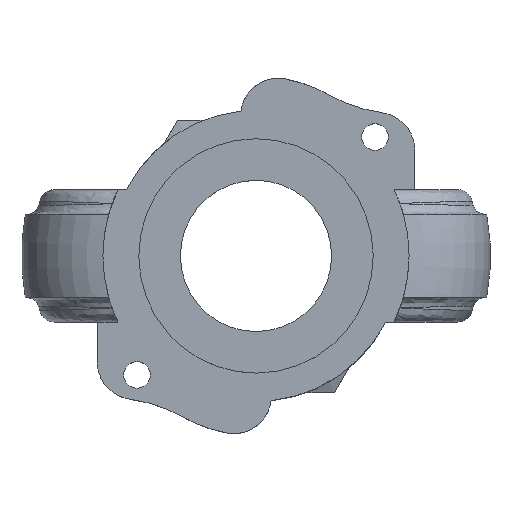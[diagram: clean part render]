
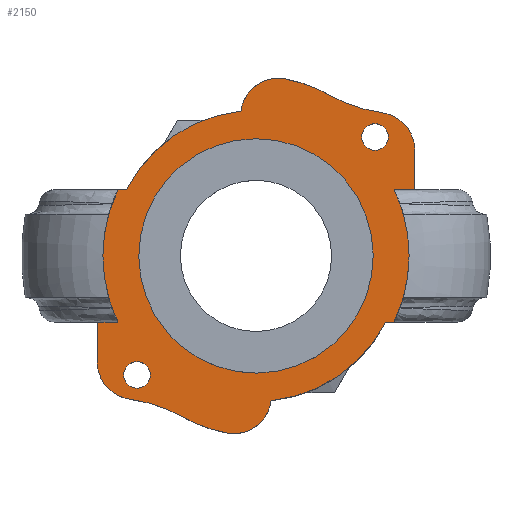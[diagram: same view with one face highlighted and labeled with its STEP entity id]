
A CAD part, top view. The second image highlights one B-rep face of the part: STEP entity #2150.
In plain terms, the highlighted planar face has unit normal (0, 0, 1).
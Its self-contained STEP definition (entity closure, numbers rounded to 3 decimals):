
#197=FACE_BOUND('',#433,.T.);
#198=FACE_BOUND('',#434,.T.);
#199=FACE_BOUND('',#435,.T.);
#221=PLANE('',#2343);
#310=FACE_OUTER_BOUND('',#432,.T.);
#432=EDGE_LOOP('',(#1709,#1710,#1711,#1712,#1713,#1714,#1715,#1716,#1717,
#1718,#1719,#1720,#1721,#1722,#1723,#1724,#1725,#1726,#1727,#1728,#1729,
#1730));
#433=EDGE_LOOP('',(#1731));
#434=EDGE_LOOP('',(#1732,#1733));
#435=EDGE_LOOP('',(#1734,#1735));
#505=LINE('',#4246,#587);
#512=LINE('',#4654,#594);
#520=LINE('',#4697,#602);
#525=LINE('',#4737,#607);
#533=LINE('',#5087,#615);
#534=LINE('',#5090,#616);
#535=LINE('',#5099,#617);
#536=LINE('',#5102,#618);
#587=VECTOR('',#2612,10.);
#594=VECTOR('',#2653,10.);
#602=VECTOR('',#2695,10.);
#607=VECTOR('',#2702,10.);
#615=VECTOR('',#2730,10.);
#616=VECTOR('',#2733,10.);
#617=VECTOR('',#2742,10.);
#618=VECTOR('',#2745,10.);
#642=CIRCLE('',#2212,15.5);
#661=CIRCLE('',#2247,1.75);
#662=CIRCLE('',#2248,1.75);
#664=CIRCLE('',#2251,1.75);
#665=CIRCLE('',#2252,1.75);
#679=CIRCLE('',#2271,19.247);
#687=CIRCLE('',#2280,19.247);
#703=CIRCLE('',#2303,20.25);
#708=CIRCLE('',#2310,20.25);
#720=CIRCLE('',#2334,22.);
#725=CIRCLE('',#2344,5.);
#726=CIRCLE('',#2345,20.);
#727=CIRCLE('',#2346,20.);
#728=CIRCLE('',#2347,5.);
#729=CIRCLE('',#2348,22.);
#730=CIRCLE('',#2349,5.);
#731=CIRCLE('',#2350,20.);
#732=CIRCLE('',#2351,20.);
#733=CIRCLE('',#2352,5.);
#754=VERTEX_POINT('',#2891);
#783=VERTEX_POINT('',#3010);
#784=VERTEX_POINT('',#3011);
#786=VERTEX_POINT('',#3018);
#787=VERTEX_POINT('',#3019);
#819=VERTEX_POINT('',#3364);
#820=VERTEX_POINT('',#3366);
#840=VERTEX_POINT('',#3555);
#841=VERTEX_POINT('',#3557);
#877=VERTEX_POINT('',#4244);
#884=VERTEX_POINT('',#4288);
#893=VERTEX_POINT('',#4522);
#894=VERTEX_POINT('',#4533);
#910=VERTEX_POINT('',#4694);
#911=VERTEX_POINT('',#4696);
#916=VERTEX_POINT('',#4734);
#917=VERTEX_POINT('',#4736);
#921=VERTEX_POINT('',#4772);
#930=VERTEX_POINT('',#5089);
#931=VERTEX_POINT('',#5091);
#932=VERTEX_POINT('',#5093);
#933=VERTEX_POINT('',#5095);
#934=VERTEX_POINT('',#5098);
#935=VERTEX_POINT('',#5101);
#936=VERTEX_POINT('',#5103);
#937=VERTEX_POINT('',#5105);
#938=VERTEX_POINT('',#5107);
#963=EDGE_CURVE('',#754,#754,#642,.T.);
#1005=EDGE_CURVE('',#783,#784,#661,.T.);
#1006=EDGE_CURVE('',#784,#783,#662,.T.);
#1009=EDGE_CURVE('',#786,#787,#664,.T.);
#1010=EDGE_CURVE('',#787,#786,#665,.T.);
#1052=EDGE_CURVE('',#819,#820,#679,.T.);
#1077=EDGE_CURVE('',#840,#841,#687,.T.);
#1131=EDGE_CURVE('',#877,#840,#505,.T.);
#1141=EDGE_CURVE('',#884,#877,#703,.T.);
#1157=EDGE_CURVE('',#893,#894,#708,.T.);
#1168=EDGE_CURVE('',#894,#819,#512,.T.);
#1186=EDGE_CURVE('',#911,#910,#520,.T.);
#1193=EDGE_CURVE('',#917,#916,#525,.T.);
#1198=EDGE_CURVE('',#911,#921,#720,.T.);
#1214=EDGE_CURVE('',#893,#921,#533,.T.);
#1215=EDGE_CURVE('',#910,#930,#534,.T.);
#1216=EDGE_CURVE('',#930,#931,#725,.T.);
#1217=EDGE_CURVE('',#931,#932,#726,.T.);
#1218=EDGE_CURVE('',#932,#933,#727,.T.);
#1219=EDGE_CURVE('',#933,#841,#728,.T.);
#1220=EDGE_CURVE('',#884,#934,#535,.T.);
#1221=EDGE_CURVE('',#917,#934,#729,.T.);
#1222=EDGE_CURVE('',#916,#935,#536,.T.);
#1223=EDGE_CURVE('',#935,#936,#730,.T.);
#1224=EDGE_CURVE('',#936,#937,#731,.T.);
#1225=EDGE_CURVE('',#937,#938,#732,.T.);
#1226=EDGE_CURVE('',#938,#820,#733,.T.);
#1709=ORIENTED_EDGE('',*,*,#1198,.F.);
#1710=ORIENTED_EDGE('',*,*,#1186,.T.);
#1711=ORIENTED_EDGE('',*,*,#1215,.T.);
#1712=ORIENTED_EDGE('',*,*,#1216,.T.);
#1713=ORIENTED_EDGE('',*,*,#1217,.T.);
#1714=ORIENTED_EDGE('',*,*,#1218,.T.);
#1715=ORIENTED_EDGE('',*,*,#1219,.T.);
#1716=ORIENTED_EDGE('',*,*,#1077,.F.);
#1717=ORIENTED_EDGE('',*,*,#1131,.F.);
#1718=ORIENTED_EDGE('',*,*,#1141,.F.);
#1719=ORIENTED_EDGE('',*,*,#1220,.T.);
#1720=ORIENTED_EDGE('',*,*,#1221,.F.);
#1721=ORIENTED_EDGE('',*,*,#1193,.T.);
#1722=ORIENTED_EDGE('',*,*,#1222,.T.);
#1723=ORIENTED_EDGE('',*,*,#1223,.T.);
#1724=ORIENTED_EDGE('',*,*,#1224,.T.);
#1725=ORIENTED_EDGE('',*,*,#1225,.T.);
#1726=ORIENTED_EDGE('',*,*,#1226,.T.);
#1727=ORIENTED_EDGE('',*,*,#1052,.F.);
#1728=ORIENTED_EDGE('',*,*,#1168,.F.);
#1729=ORIENTED_EDGE('',*,*,#1157,.F.);
#1730=ORIENTED_EDGE('',*,*,#1214,.T.);
#1731=ORIENTED_EDGE('',*,*,#963,.T.);
#1732=ORIENTED_EDGE('',*,*,#1005,.T.);
#1733=ORIENTED_EDGE('',*,*,#1006,.T.);
#1734=ORIENTED_EDGE('',*,*,#1009,.T.);
#1735=ORIENTED_EDGE('',*,*,#1010,.T.);
#2150=ADVANCED_FACE('',(#310,#197,#198,#199),#221,.F.);
#2212=AXIS2_PLACEMENT_3D('',#2892,#2413,#2414);
#2247=AXIS2_PLACEMENT_3D('',#3012,#2490,#2491);
#2248=AXIS2_PLACEMENT_3D('',#3013,#2492,#2493);
#2251=AXIS2_PLACEMENT_3D('',#3020,#2499,#2500);
#2252=AXIS2_PLACEMENT_3D('',#3021,#2501,#2502);
#2271=AXIS2_PLACEMENT_3D('',#3367,#2546,#2547);
#2280=AXIS2_PLACEMENT_3D('',#3558,#2568,#2569);
#2303=AXIS2_PLACEMENT_3D('',#4299,#2625,#2626);
#2310=AXIS2_PLACEMENT_3D('',#4534,#2641,#2642);
#2334=AXIS2_PLACEMENT_3D('',#4773,#2707,#2708);
#2343=AXIS2_PLACEMENT_3D('',#5088,#2731,#2732);
#2344=AXIS2_PLACEMENT_3D('',#5092,#2734,#2735);
#2345=AXIS2_PLACEMENT_3D('',#5094,#2736,#2737);
#2346=AXIS2_PLACEMENT_3D('',#5096,#2738,#2739);
#2347=AXIS2_PLACEMENT_3D('',#5097,#2740,#2741);
#2348=AXIS2_PLACEMENT_3D('',#5100,#2743,#2744);
#2349=AXIS2_PLACEMENT_3D('',#5104,#2746,#2747);
#2350=AXIS2_PLACEMENT_3D('',#5106,#2748,#2749);
#2351=AXIS2_PLACEMENT_3D('',#5108,#2750,#2751);
#2352=AXIS2_PLACEMENT_3D('',#5109,#2752,#2753);
#2413=DIRECTION('center_axis',(0.,0.,-1.));
#2414=DIRECTION('ref_axis',(-0.335,-0.942,0.));
#2490=DIRECTION('center_axis',(0.,0.,-1.));
#2491=DIRECTION('ref_axis',(1.,0.,0.));
#2492=DIRECTION('center_axis',(0.,0.,-1.));
#2493=DIRECTION('ref_axis',(1.,0.,0.));
#2499=DIRECTION('center_axis',(0.,0.,-1.));
#2500=DIRECTION('ref_axis',(1.,0.,0.));
#2501=DIRECTION('center_axis',(0.,0.,-1.));
#2502=DIRECTION('ref_axis',(1.,0.,0.));
#2546=DIRECTION('center_axis',(0.,0.,-1.));
#2547=DIRECTION('ref_axis',(-1.,0.,0.));
#2568=DIRECTION('center_axis',(0.,0.,-1.));
#2569=DIRECTION('ref_axis',(-1.,0.,0.));
#2612=DIRECTION('',(1.,0.,0.));
#2625=DIRECTION('center_axis',(0.,0.,-1.));
#2626=DIRECTION('ref_axis',(-1.,0.,0.));
#2641=DIRECTION('center_axis',(0.,0.,-1.));
#2642=DIRECTION('ref_axis',(-1.,0.,0.));
#2653=DIRECTION('',(-1.,0.,0.));
#2695=DIRECTION('',(1.,0.,0.));
#2702=DIRECTION('',(-1.,0.,0.));
#2707=DIRECTION('center_axis',(0.,0.,-1.));
#2708=DIRECTION('ref_axis',(0.988,0.152,0.));
#2730=DIRECTION('',(1.,0.,0.));
#2731=DIRECTION('center_axis',(0.,0.,-1.));
#2732=DIRECTION('ref_axis',(-1.,0.,0.));
#2733=DIRECTION('',(0.,1.,0.));
#2734=DIRECTION('center_axis',(0.,0.,1.));
#2735=DIRECTION('ref_axis',(1.,0.,0.));
#2736=DIRECTION('center_axis',(0.,0.,-1.));
#2737=DIRECTION('ref_axis',(0.486,0.874,0.));
#2738=DIRECTION('center_axis',(0.,0.,1.));
#2739=DIRECTION('ref_axis',(-0.25,-0.968,0.));
#2740=DIRECTION('center_axis',(0.,0.,1.));
#2741=DIRECTION('ref_axis',(0.197,0.98,0.));
#2742=DIRECTION('',(-1.,0.,0.));
#2743=DIRECTION('center_axis',(0.,0.,-1.));
#2744=DIRECTION('ref_axis',(-0.988,-0.152,0.));
#2745=DIRECTION('',(0.,-1.,0.));
#2746=DIRECTION('center_axis',(0.,0.,1.));
#2747=DIRECTION('ref_axis',(-1.,0.,0.));
#2748=DIRECTION('center_axis',(0.,0.,-1.));
#2749=DIRECTION('ref_axis',(-0.486,-0.874,0.));
#2750=DIRECTION('center_axis',(0.,0.,1.));
#2751=DIRECTION('ref_axis',(0.25,0.968,0.));
#2752=DIRECTION('center_axis',(0.,0.,1.));
#2753=DIRECTION('ref_axis',(-0.197,-0.98,0.));
#2891=CARTESIAN_POINT('',(5.198,14.602,-1.628));
#2892=CARTESIAN_POINT('Origin',(0.,0.,-1.628));
#3010=CARTESIAN_POINT('',(-13.983,-15.733,-1.628));
#3011=CARTESIAN_POINT('',(-17.483,-15.733,-1.628));
#3012=CARTESIAN_POINT('Origin',(-15.733,-15.733,-1.628));
#3013=CARTESIAN_POINT('Origin',(-15.733,-15.733,-1.628));
#3018=CARTESIAN_POINT('',(17.483,15.733,-1.628));
#3019=CARTESIAN_POINT('',(13.983,15.733,-1.628));
#3020=CARTESIAN_POINT('Origin',(15.733,15.733,-1.628));
#3021=CARTESIAN_POINT('Origin',(15.733,15.733,-1.628));
#3364=CARTESIAN_POINT('',(17.143,-8.75,-1.628));
#3366=CARTESIAN_POINT('',(2.,-19.143,-1.628));
#3367=CARTESIAN_POINT('Origin',(0.,0.,-1.628));
#3555=CARTESIAN_POINT('',(-17.143,8.75,-1.628));
#3557=CARTESIAN_POINT('',(-2.,19.143,-1.628));
#3558=CARTESIAN_POINT('Origin',(0.,0.,-1.628));
#4244=CARTESIAN_POINT('',(-18.262,8.75,-1.628));
#4246=CARTESIAN_POINT('',(-18.846,8.75,-1.628));
#4288=CARTESIAN_POINT('',(-20.217,1.15,-1.628));
#4299=CARTESIAN_POINT('Origin',(0.,0.,-1.628));
#4522=CARTESIAN_POINT('',(20.217,-1.15,-1.628));
#4533=CARTESIAN_POINT('',(18.262,-8.75,-1.628));
#4534=CARTESIAN_POINT('Origin',(0.,0.,-1.628));
#4654=CARTESIAN_POINT('',(-18.846,-8.75,-1.628));
#4694=CARTESIAN_POINT('',(21.,8.75,-1.628));
#4696=CARTESIAN_POINT('',(20.185,8.75,-1.628));
#4697=CARTESIAN_POINT('',(-18.846,8.75,-1.628));
#4734=CARTESIAN_POINT('',(-21.,-8.75,-1.628));
#4736=CARTESIAN_POINT('',(-20.185,-8.75,-1.628));
#4737=CARTESIAN_POINT('',(-18.846,-8.75,-1.628));
#4772=CARTESIAN_POINT('',(21.97,-1.15,-1.628));
#4773=CARTESIAN_POINT('Origin',(0.,0.,-1.628));
#5087=CARTESIAN_POINT('',(0.,-1.15,-1.628));
#5088=CARTESIAN_POINT('Origin',(0.,0.,-1.628));
#5089=CARTESIAN_POINT('',(21.,13.984,-1.628));
#5090=CARTESIAN_POINT('',(21.,0.,-1.628));
#5091=CARTESIAN_POINT('',(16.691,18.936,-1.628));
#5092=CARTESIAN_POINT('Origin',(16.,13.984,-1.628));
#5093=CARTESIAN_POINT('',(9.728,21.27,-1.628));
#5094=CARTESIAN_POINT('Origin',(19.455,38.744,-1.628));
#5095=CARTESIAN_POINT('',(3.945,23.402,-1.628));
#5096=CARTESIAN_POINT('Origin',(0.,3.795,-1.628));
#5097=CARTESIAN_POINT('Origin',(2.959,18.5,-1.628));
#5098=CARTESIAN_POINT('',(-21.97,1.15,-1.628));
#5099=CARTESIAN_POINT('',(0.,1.15,-1.628));
#5100=CARTESIAN_POINT('Origin',(0.,0.,-1.628));
#5101=CARTESIAN_POINT('',(-21.,-13.984,-1.628));
#5102=CARTESIAN_POINT('',(-21.,0.,-1.628));
#5103=CARTESIAN_POINT('',(-16.691,-18.936,-1.628));
#5104=CARTESIAN_POINT('Origin',(-16.,-13.984,-1.628));
#5105=CARTESIAN_POINT('',(-9.728,-21.27,-1.628));
#5106=CARTESIAN_POINT('Origin',(-19.455,-38.744,-1.628));
#5107=CARTESIAN_POINT('',(-3.945,-23.402,-1.628));
#5108=CARTESIAN_POINT('Origin',(0.,-3.795,
-1.628));
#5109=CARTESIAN_POINT('Origin',(-2.959,-18.5,-1.628));
